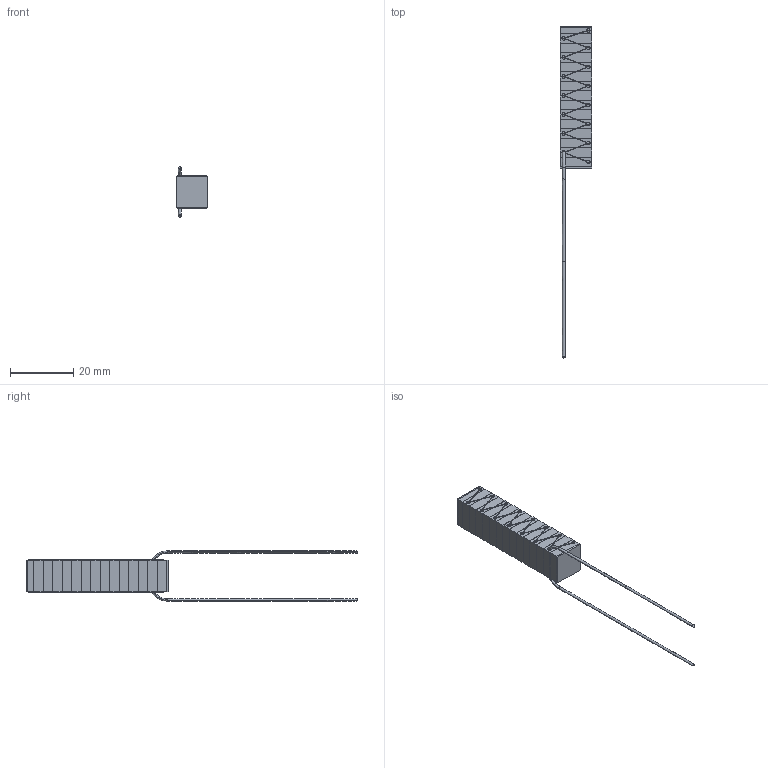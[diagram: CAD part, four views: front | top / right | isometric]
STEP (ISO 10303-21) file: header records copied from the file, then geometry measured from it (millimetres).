
FILE_DESCRIPTION (( 'STEP AP214' ), '1' );
FILE_NAME ('CTN009397.STEP', '2016-09-06T08:55:17', ( '' ), ( '' ), 'SwSTEP 2.0', 'SolidWorks 2016', '' );
FILE_SCHEMA (( 'AUTOMOTIVE_DESIGN' ));
Length unit declared in the file: millimetre
Products named in the file (1): CTN009397
Bounding box: 10 x 104.95 x 15.89 mm (x, y, z)
Volume: 8958.8 mm3; surface area: 10355.8 mm2
Topology: 4 solids, 4 shells, 494 faces, 1448 edges, 962 vertices
Faces by surface type: plane 280, cylinder 90, bspline 64, sphere 60
Entity records: 24317 total; most frequent: CARTESIAN_POINT 8185, ORIENTED_EDGE 2896, DIRECTION 2124, EDGE_CURVE 1448, VERTEX_POINT 962, AXIS2_PLACEMENT_3D 709, VECTOR 706, LINE 706
